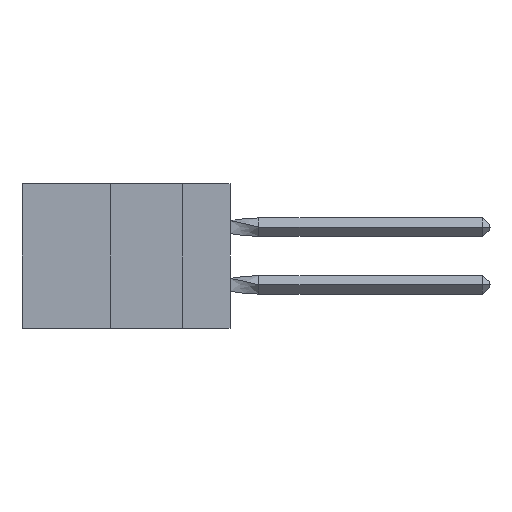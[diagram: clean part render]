
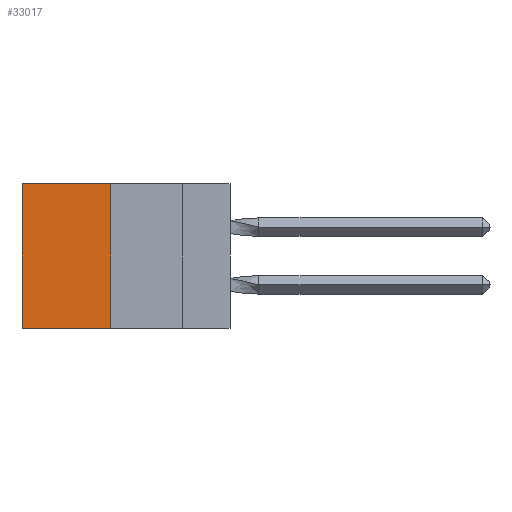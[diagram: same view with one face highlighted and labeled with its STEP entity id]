
A CAD part, left-side view. The second image highlights one B-rep face of the part: STEP entity #33017.
In plain terms, the highlighted planar face has unit normal (-1, 0, 0).
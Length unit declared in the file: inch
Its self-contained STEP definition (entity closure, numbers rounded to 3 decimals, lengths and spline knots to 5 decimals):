
#360 = LINE ( 'NONE', #7543, #12521 ) ;
#1411 = EDGE_CURVE ( 'NONE', #11541, #4145, #35166, .T. ) ;
#2478 = ORIENTED_EDGE ( 'NONE', *, *, #3958, .T. ) ;
#3958 = EDGE_CURVE ( 'NONE', #4145, #29659, #7329, .T. ) ;
#4145 = VERTEX_POINT ( 'NONE', #33145 ) ;
#4628 = ORIENTED_EDGE ( 'NONE', *, *, #35712, .F. ) ;
#7329 = LINE ( 'NONE', #31961, #13901 ) ;
#7543 = CARTESIAN_POINT ( 'NONE',  ( 0.305, 0.413, -0.5 ) ) ;
#9085 = CARTESIAN_POINT ( 'NONE',  ( 0.305, 0.413, 0. ) ) ;
#9695 = CARTESIAN_POINT ( 'NONE',  ( 0.305, 0.413, -0.5 ) ) ;
#11541 = VERTEX_POINT ( 'NONE', #9085 ) ;
#12511 = LINE ( 'NONE', #14489, #17319 ) ;
#12521 = VECTOR ( 'NONE', #18179, 39.37008 ) ;
#12687 = CARTESIAN_POINT ( 'NONE',  ( 0.305, 0.413, 0. ) ) ;
#12715 = VERTEX_POINT ( 'NONE', #9695 ) ;
#13901 = VECTOR ( 'NONE', #32073, 39.37008 ) ;
#14489 = CARTESIAN_POINT ( 'NONE',  ( 0.305, 0.413, -0.5 ) ) ;
#15530 = CARTESIAN_POINT ( 'NONE',  ( 0.305, 0.72, -0.5 ) ) ;
#17319 = VECTOR ( 'NONE', #25903, 39.37008 ) ;
#17934 = FACE_OUTER_BOUND ( 'NONE', #26866, .T. ) ;
#18179 = DIRECTION ( 'NONE',  ( 0., 0., -1. ) ) ;
#18755 = VECTOR ( 'NONE', #24694, 39.37008 ) ;
#19803 = DIRECTION ( 'NONE',  ( 0., 0., -1. ) ) ;
#22500 = ORIENTED_EDGE ( 'NONE', *, *, #22820, .F. ) ;
#22820 = EDGE_CURVE ( 'NONE', #11541, #12715, #360, .T. ) ;
#22824 = PLANE ( 'NONE',  #28096 ) ;
#24694 = DIRECTION ( 'NONE',  ( 0., 1., 0. ) ) ;
#25903 = DIRECTION ( 'NONE',  ( 0., 1., 0. ) ) ;
#26738 = ORIENTED_EDGE ( 'NONE', *, *, #1411, .T. ) ;
#26866 = EDGE_LOOP ( 'NONE', ( #2478, #4628, #22500, #26738 ) ) ;
#28096 = AXIS2_PLACEMENT_3D ( 'NONE', #31030, #33810, #19803 ) ;
#29659 = VERTEX_POINT ( 'NONE', #15530 ) ;
#31030 = CARTESIAN_POINT ( 'NONE',  ( 0.305, 0.413, -0.5 ) ) ;
#31961 = CARTESIAN_POINT ( 'NONE',  ( 0.305, 0.72, -0.5 ) ) ;
#32073 = DIRECTION ( 'NONE',  ( 0., 0., -1. ) ) ;
#33017 = ADVANCED_FACE ( 'NONE', ( #17934 ), #22824, .F. ) ;
#33145 = CARTESIAN_POINT ( 'NONE',  ( 0.305, 0.72, 0. ) ) ;
#33810 = DIRECTION ( 'NONE',  ( 1., 0., 0. ) ) ;
#35166 = LINE ( 'NONE', #12687, #18755 ) ;
#35712 = EDGE_CURVE ( 'NONE', #12715, #29659, #12511, .T. ) ;
